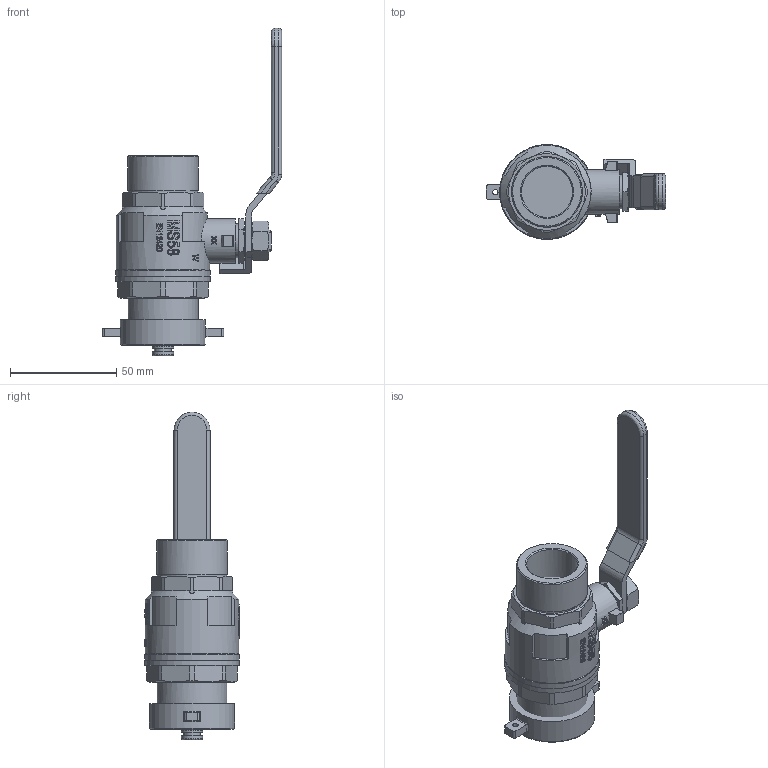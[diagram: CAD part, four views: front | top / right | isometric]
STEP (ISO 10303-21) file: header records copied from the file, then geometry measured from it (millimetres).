
FILE_DESCRIPTION(/* description */ ('Unknown','CAx-IF Rec.Pracs.---Representation and Presentation of Product Manufacturing Information (PMI)---4.0---2014-10-13','CAx-IF Rec.Pracs.---3D Tessellated Geometry---0.4---2014-09-14','2;1'),/* implementation_level */ '2;1');
FILE_NAME(/* name */ '622-06',/* time_stamp */ '2023-09-21T12:13:00+02:00',/* author */ ('Unknown'),/* organization */ ('Unknown'),/* preprocessor_version */ 'ST-DEVELOPER v18.102',/* originating_system */ 'Solid Edge',/* authorisation */ 'Unknown');
FILE_SCHEMA (('AP242_MANAGED_MODEL_BASED_3D_ENGINEERING_MIM_LF { 1 0 10303 442 1 1 4 }'));
Products named in the file (13): 622-06; Dichtung 98001504-1; 620-06; 600-06_Spindel; 600-06_Stopfbuchse; 610-06_Einschraubteil; 620-06_Körper; Stahlgriff 1; 620-1-St-Griff-u; 620-1-St-Griff; M10_MU.1_0; 98001504-1
Assembly tree (12 placements, depth 4):
  622-06
    Dichtung 98001504-1
    620-06
      600-06_Spindel
        600-06_Stopfbuchse
        600-06_Spindel
      610-06_Einschraubteil
      620-06_Körper
    Stahlgriff 1
      620-1-St-Griff-u
      620-1-St-Griff
    M10_MU.1_0
    98001504-1
Bounding box: 84.3 x 44.5 x 154 mm (x, y, z)
Volume: 69815 mm3; surface area: 46863.7 mm2
Topology: 9 solids, 9 shells, 1301 faces, 3632 edges, 2414 vertices
Faces by surface type: plane 1101, cylinder 138, cone 46, torus 11, bspline 5
Full cylindrical faces by diameter (mm): 1.5 x1, 2.5 x2, 8 x1, 8.9 x1, 10 x2, 12 x2, 12.1 x1, 12.5 x1, 14 x1, 14.5 x1, 16 x1, 16.5 x1, 18 x1, 21 x1, 24 x2, 30 x1, 30.291 x2, 31 x2, 33.249 x2, 33.26 x1, 38.5 x1, 40 x2, 40.5 x1, 44 x1, 44.5 x2
Entity records: 54762 total; most frequent: CARTESIAN_POINT 11872, DIRECTION 7932, ORIENTED_EDGE 7114, EDGE_CURVE 3557, AXIS2_PLACEMENT_3D 3223, VERTEX_POINT 2396, ELLIPSE 1503, LINE 1486
